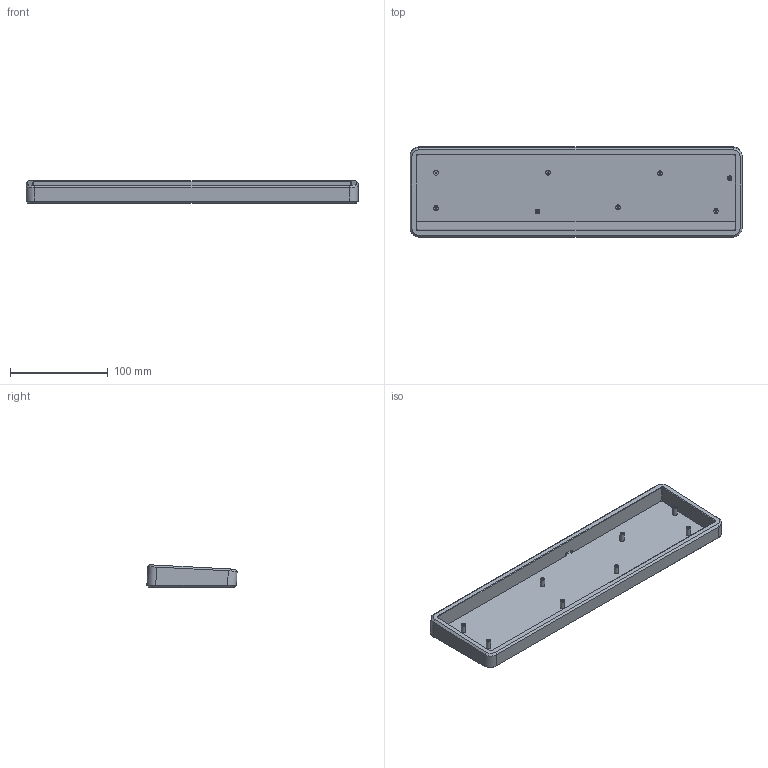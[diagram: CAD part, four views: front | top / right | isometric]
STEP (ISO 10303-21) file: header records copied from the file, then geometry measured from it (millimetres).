
FILE_DESCRIPTION(/* description */ (''),/* implementation_level */ '2;1');
FILE_NAME(/* name */ 'Left Candybar MFR2.step',/* time_stamp */ '2024-04-01T22:33:00-07:00',/* author */ (''),/* organization */ (''),/* preprocessor_version */ 'ST-DEVELOPER v20',/* originating_system */ 'Autodesk Translation Framework v12.20.1.177',/* authorisation */ '');
FILE_SCHEMA (('AUTOMOTIVE_DESIGN { 1 0 10303 214 3 1 1 }'));
Length unit declared in the file: millimetre
Products named in the file (1): Candybar MFR2
Bounding box: 338.85 x 92.07 x 22.92 mm (x, y, z)
Volume: 181752.7 mm3; surface area: 92615.3 mm2
Topology: 1 solids, 1 shells, 104 faces, 223 edges, 138 vertices
Faces by surface type: plane 52, cylinder 32, cone 12, bspline 8
Full cylindrical faces by diameter (mm): 1.8 x8, 4.5 x8
Entity records: 2980 total; most frequent: CARTESIAN_POINT 682, DIRECTION 473, ORIENTED_EDGE 446, EDGE_CURVE 223, AXIS2_PLACEMENT_3D 169, VERTEX_POINT 138, LINE 135, VECTOR 135
